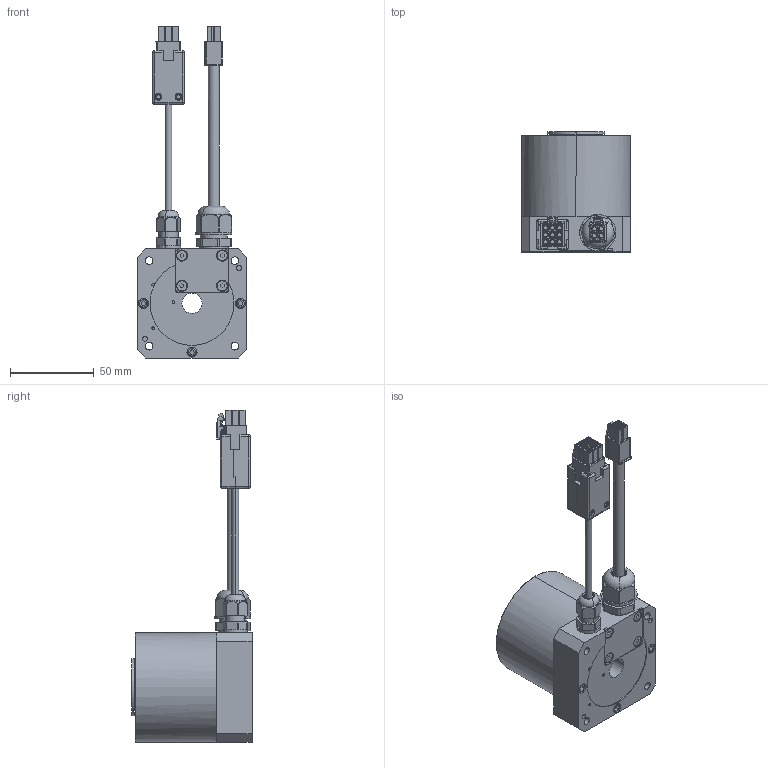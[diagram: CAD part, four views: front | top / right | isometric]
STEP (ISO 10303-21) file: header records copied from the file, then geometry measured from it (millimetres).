
FILE_DESCRIPTION (( 'STEP AP203' ), '1' );
FILE_NAME ('DMN22-A0SN00-S0-1SS-0-0.STEP', '2020-09-02T08:16:54', ( '' ), ( '' ), 'SwSTEP 2.0', 'SolidWorks 2015', '' );
FILE_SCHEMA (( 'CONFIG_CONTROL_DESIGN' ));
Length unit declared in the file: millimetre
Products named in the file (1): DMN22-A0SN00-S0-1SS-0-0
Bounding box: 65 x 71.5 x 197.7 mm (x, y, z)
Volume: 265318.5 mm3; surface area: 42188 mm2
Topology: 1 solids, 5 shells, 1162 faces, 3026 edges, 1944 vertices
Faces by surface type: plane 691, cylinder 291, bspline 81, cone 64, torus 23, sphere 12
Entity records: 40023 total; most frequent: CARTESIAN_POINT 12334, ORIENTED_EDGE 6008, DIRECTION 5243, EDGE_CURVE 3004, VERTEX_POINT 1940, LINE 1935, VECTOR 1935, AXIS2_PLACEMENT_3D 1654
